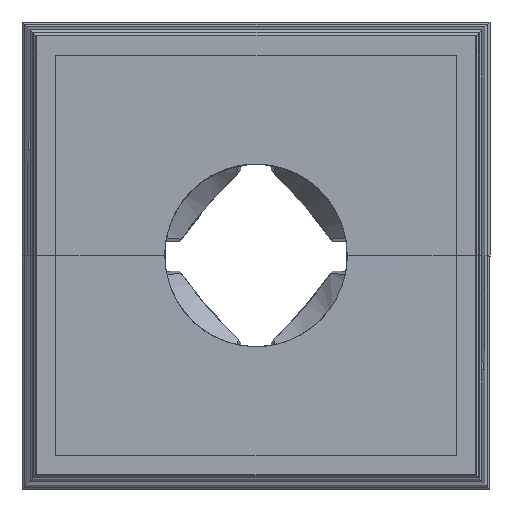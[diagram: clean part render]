
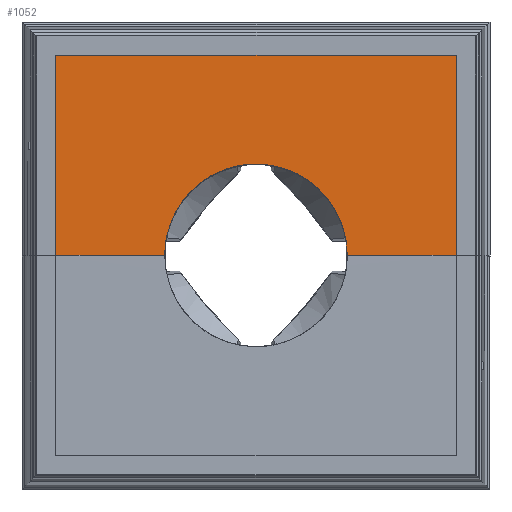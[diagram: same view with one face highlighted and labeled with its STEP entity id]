
A CAD part, top view. The second image highlights one B-rep face of the part: STEP entity #1052.
In plain terms, the highlighted planar face has unit normal (0, 0, 1).
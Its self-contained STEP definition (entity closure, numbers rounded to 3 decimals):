
#710=B_SPLINE_CURVE_WITH_KNOTS('',3,(#7551,#7552,#7553,#7554,#7555,#7556,
#7557,#7558,#7559,#7560),.UNSPECIFIED.,.F.,.F.,(4,2,2,2,4),(0.,0.25,0.5,
0.75,1.),.UNSPECIFIED.);
#1052=ADVANCED_FACE('',(#1378),#1158,.T.);
#1158=PLANE('',#4805);
#1378=FACE_OUTER_BOUND('',#1609,.T.);
#1609=EDGE_LOOP('',(#2653,#2654,#2655,#2656,#2657,#2658));
#2653=ORIENTED_EDGE('',*,*,#3673,.F.);
#2654=ORIENTED_EDGE('',*,*,#3871,.T.);
#2655=ORIENTED_EDGE('',*,*,#3872,.T.);
#2656=ORIENTED_EDGE('',*,*,#3836,.T.);
#2657=ORIENTED_EDGE('',*,*,#3873,.T.);
#2658=ORIENTED_EDGE('',*,*,#3874,.T.);
#3136=VERTEX_POINT('',#7550);
#3137=VERTEX_POINT('',#7561);
#3252=VERTEX_POINT('',#7920);
#3253=VERTEX_POINT('',#7922);
#3272=VERTEX_POINT('',#7989);
#3273=VERTEX_POINT('',#7992);
#3673=EDGE_CURVE('',#3136,#3137,#710,.T.);
#3836=EDGE_CURVE('',#3253,#3252,#4138,.T.);
#3871=EDGE_CURVE('',#3136,#3272,#4173,.T.);
#3872=EDGE_CURVE('',#3272,#3253,#4174,.T.);
#3873=EDGE_CURVE('',#3252,#3273,#4175,.T.);
#3874=EDGE_CURVE('',#3273,#3137,#4176,.T.);
#4138=LINE('',#7921,#4472);
#4173=LINE('',#7988,#4507);
#4174=LINE('',#7990,#4508);
#4175=LINE('',#7991,#4509);
#4176=LINE('',#7993,#4510);
#4472=VECTOR('',#5615,1.);
#4507=VECTOR('',#5676,1.);
#4508=VECTOR('',#5677,1.);
#4509=VECTOR('',#5678,1.);
#4510=VECTOR('',#5679,1.);
#4805=AXIS2_PLACEMENT_3D('',#7994,#5680,#5681);
#5615=DIRECTION('',(1.,0.,0.));
#5676=DIRECTION('',(-1.,0.,0.));
#5677=DIRECTION('',(0.,-1.,0.));
#5678=DIRECTION('',(0.,1.,0.));
#5679=DIRECTION('',(-1.,0.,0.));
#5680=DIRECTION('',(0.,0.,1.));
#5681=DIRECTION('',(-1.,0.,0.));
#7550=CARTESIAN_POINT('',(-3.9,0.,17.701));
#7551=CARTESIAN_POINT('',(-3.9,0.,17.702));
#7552=CARTESIAN_POINT('',(-3.9,-1.021,17.702));
#7553=CARTESIAN_POINT('',(-3.48,-2.036,17.702));
#7554=CARTESIAN_POINT('',(-2.036,-3.48,17.702));
#7555=CARTESIAN_POINT('',(-1.021,-3.9,17.702));
#7556=CARTESIAN_POINT('',(1.021,-3.9,17.702));
#7557=CARTESIAN_POINT('',(2.036,-3.48,17.702));
#7558=CARTESIAN_POINT('',(3.48,-2.036,17.702));
#7559=CARTESIAN_POINT('',(3.9,-1.021,17.702));
#7560=CARTESIAN_POINT('',(3.9,0.,17.702));
#7561=CARTESIAN_POINT('',(3.9,0.,17.701));
#7920=CARTESIAN_POINT('',(8.55,-8.55,17.7));
#7921=CARTESIAN_POINT('',(-8.55,-8.55,17.7));
#7922=CARTESIAN_POINT('',(-8.55,-8.55,17.7));
#7988=CARTESIAN_POINT('',(0.,0.,17.7));
#7989=CARTESIAN_POINT('',(-8.55,0.,17.7));
#7990=CARTESIAN_POINT('',(-8.55,8.55,17.7));
#7991=CARTESIAN_POINT('',(8.55,-8.55,17.7));
#7992=CARTESIAN_POINT('',(8.55,0.,17.7));
#7993=CARTESIAN_POINT('',(0.,0.,17.7));
#7994=CARTESIAN_POINT('',(0.,0.,17.7));
